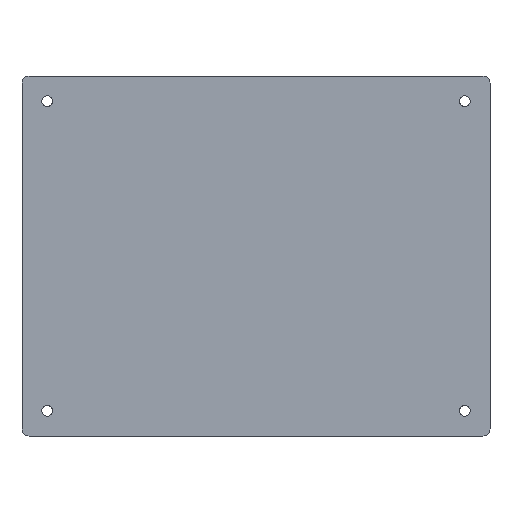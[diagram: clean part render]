
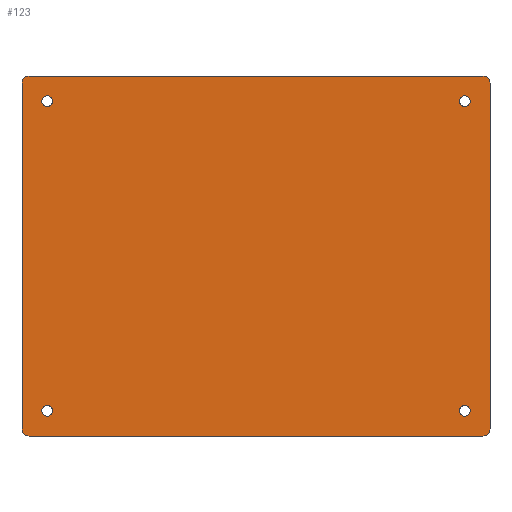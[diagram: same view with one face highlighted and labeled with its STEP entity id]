
A CAD part, left-side view. The second image highlights one B-rep face of the part: STEP entity #123.
In plain terms, the highlighted planar face has unit normal (-1, 0, 0).
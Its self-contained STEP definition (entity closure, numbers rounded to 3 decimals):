
#22 = VERTEX_POINT('',#23);
#23 = CARTESIAN_POINT('',(0.,-65.,-48.));
#40 = VERTEX_POINT('',#41);
#41 = CARTESIAN_POINT('',(0.,-65.,48.));
#47 = EDGE_CURVE('',#22,#40,#48,.T.);
#48 = LINE('',#49,#50);
#49 = CARTESIAN_POINT('',(0.,-65.,-48.));
#50 = VECTOR('',#51,1.);
#51 = DIRECTION('',(0.,0.,1.));
#72 = VERTEX_POINT('',#73);
#73 = CARTESIAN_POINT('',(0.,-63.,-50.));
#79 = EDGE_CURVE('',#22,#72,#80,.T.);
#80 = CIRCLE('',#81,2.);
#81 = AXIS2_PLACEMENT_3D('',#82,#83,#84);
#82 = CARTESIAN_POINT('',(0.,-63.,-48.));
#83 = DIRECTION('',(1.,0.,0.));
#84 = DIRECTION('',(0.,1.,0.));
#95 = VERTEX_POINT('',#96);
#96 = CARTESIAN_POINT('',(0.,-63.,50.));
#112 = EDGE_CURVE('',#95,#40,#113,.T.);
#113 = CIRCLE('',#114,2.);
#114 = AXIS2_PLACEMENT_3D('',#115,#116,#117);
#115 = CARTESIAN_POINT('',(0.,-63.,48.));
#116 = DIRECTION('',(1.,0.,0.));
#117 = DIRECTION('',(0.,1.,0.));
#123 = ADVANCED_FACE('',(#124,#169,#180,#191,#202),#213,.T.);
#124 = FACE_BOUND('',#125,.T.);
#125 = EDGE_LOOP('',(#126,#127,#128,#136,#145,#153,#162,#168));
#126 = ORIENTED_EDGE('',*,*,#47,.T.);
#127 = ORIENTED_EDGE('',*,*,#112,.F.);
#128 = ORIENTED_EDGE('',*,*,#129,.T.);
#129 = EDGE_CURVE('',#95,#130,#132,.T.);
#130 = VERTEX_POINT('',#131);
#131 = CARTESIAN_POINT('',(0.,63.,50.));
#132 = LINE('',#133,#134);
#133 = CARTESIAN_POINT('',(0.,-63.,50.));
#134 = VECTOR('',#135,1.);
#135 = DIRECTION('',(0.,1.,0.));
#136 = ORIENTED_EDGE('',*,*,#137,.F.);
#137 = EDGE_CURVE('',#138,#130,#140,.T.);
#138 = VERTEX_POINT('',#139);
#139 = CARTESIAN_POINT('',(0.,65.,48.));
#140 = CIRCLE('',#141,2.);
#141 = AXIS2_PLACEMENT_3D('',#142,#143,#144);
#142 = CARTESIAN_POINT('',(0.,63.,48.));
#143 = DIRECTION('',(1.,0.,0.));
#144 = DIRECTION('',(0.,1.,0.));
#145 = ORIENTED_EDGE('',*,*,#146,.T.);
#146 = EDGE_CURVE('',#138,#147,#149,.T.);
#147 = VERTEX_POINT('',#148);
#148 = CARTESIAN_POINT('',(0.,65.,-48.));
#149 = LINE('',#150,#151);
#150 = CARTESIAN_POINT('',(0.,65.,48.));
#151 = VECTOR('',#152,1.);
#152 = DIRECTION('',(0.,0.,-1.));
#153 = ORIENTED_EDGE('',*,*,#154,.F.);
#154 = EDGE_CURVE('',#155,#147,#157,.T.);
#155 = VERTEX_POINT('',#156);
#156 = CARTESIAN_POINT('',(0.,63.,-50.));
#157 = CIRCLE('',#158,2.);
#158 = AXIS2_PLACEMENT_3D('',#159,#160,#161);
#159 = CARTESIAN_POINT('',(0.,63.,-48.));
#160 = DIRECTION('',(1.,0.,0.));
#161 = DIRECTION('',(0.,1.,0.));
#162 = ORIENTED_EDGE('',*,*,#163,.T.);
#163 = EDGE_CURVE('',#155,#72,#164,.T.);
#164 = LINE('',#165,#166);
#165 = CARTESIAN_POINT('',(0.,63.,-50.));
#166 = VECTOR('',#167,1.);
#167 = DIRECTION('',(0.,-1.,0.));
#168 = ORIENTED_EDGE('',*,*,#79,.F.);
#169 = FACE_BOUND('',#170,.T.);
#170 = EDGE_LOOP('',(#171));
#171 = ORIENTED_EDGE('',*,*,#172,.F.);
#172 = EDGE_CURVE('',#173,#173,#175,.T.);
#173 = VERTEX_POINT('',#174);
#174 = CARTESIAN_POINT('',(0.,59.5,43.));
#175 = CIRCLE('',#176,1.5);
#176 = AXIS2_PLACEMENT_3D('',#177,#178,#179);
#177 = CARTESIAN_POINT('',(0.,58.,43.));
#178 = DIRECTION('',(-1.,0.,0.));
#179 = DIRECTION('',(0.,1.,0.));
#180 = FACE_BOUND('',#181,.T.);
#181 = EDGE_LOOP('',(#182));
#182 = ORIENTED_EDGE('',*,*,#183,.T.);
#183 = EDGE_CURVE('',#184,#184,#186,.T.);
#184 = VERTEX_POINT('',#185);
#185 = CARTESIAN_POINT('',(0.,59.5,-43.));
#186 = CIRCLE('',#187,1.5);
#187 = AXIS2_PLACEMENT_3D('',#188,#189,#190);
#188 = CARTESIAN_POINT('',(0.,58.,-43.));
#189 = DIRECTION('',(1.,0.,0.));
#190 = DIRECTION('',(0.,1.,0.));
#191 = FACE_BOUND('',#192,.T.);
#192 = EDGE_LOOP('',(#193));
#193 = ORIENTED_EDGE('',*,*,#194,.T.);
#194 = EDGE_CURVE('',#195,#195,#197,.T.);
#195 = VERTEX_POINT('',#196);
#196 = CARTESIAN_POINT('',(0.,-59.5,43.));
#197 = CIRCLE('',#198,1.5);
#198 = AXIS2_PLACEMENT_3D('',#199,#200,#201);
#199 = CARTESIAN_POINT('',(0.,-58.,43.));
#200 = DIRECTION('',(1.,0.,0.));
#201 = DIRECTION('',(0.,-1.,0.));
#202 = FACE_BOUND('',#203,.T.);
#203 = EDGE_LOOP('',(#204));
#204 = ORIENTED_EDGE('',*,*,#205,.F.);
#205 = EDGE_CURVE('',#206,#206,#208,.T.);
#206 = VERTEX_POINT('',#207);
#207 = CARTESIAN_POINT('',(0.,-59.5,-43.));
#208 = CIRCLE('',#209,1.5);
#209 = AXIS2_PLACEMENT_3D('',#210,#211,#212);
#210 = CARTESIAN_POINT('',(0.,-58.,-43.));
#211 = DIRECTION('',(-1.,0.,0.));
#212 = DIRECTION('',(0.,-1.,0.));
#213 = PLANE('',#214);
#214 = AXIS2_PLACEMENT_3D('',#215,#216,#217);
#215 = CARTESIAN_POINT('',(0.,0.,0.));
#216 = DIRECTION('',(-1.,0.,0.));
#217 = DIRECTION('',(0.,0.,-1.));
